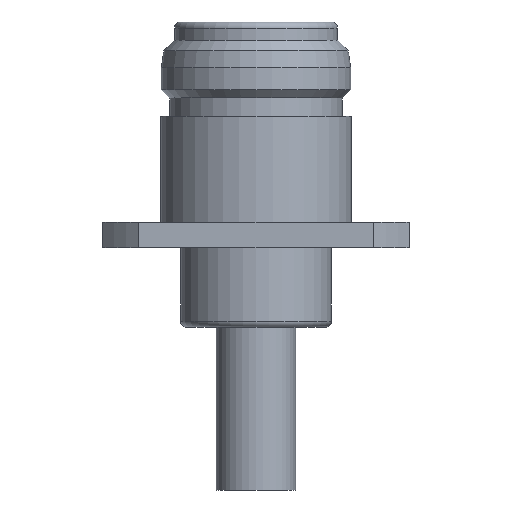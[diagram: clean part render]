
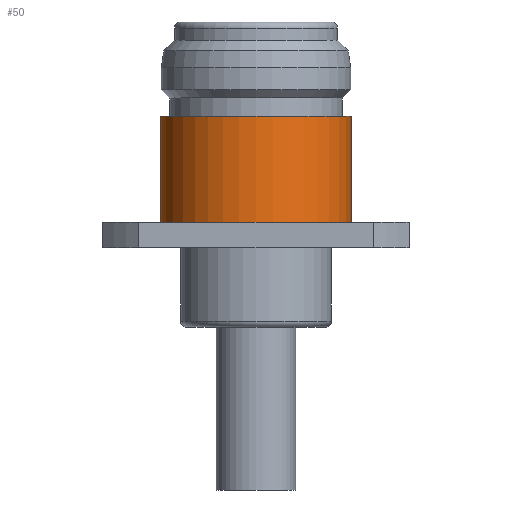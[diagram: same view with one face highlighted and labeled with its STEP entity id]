
A CAD part, front view. The second image highlights one B-rep face of the part: STEP entity #50.
In plain terms, the highlighted cylindrical face has radius 7.925 mm (diameter 15.85 mm), a partial arc.
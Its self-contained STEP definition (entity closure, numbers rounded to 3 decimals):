
#50 = ADVANCED_FACE ( 'NONE', ( #3080 ), #2366, .T. ) ;
#188 = DIRECTION ( 'NONE',  ( 0., 0., 1. ) ) ;
#204 = DIRECTION ( 'NONE',  ( 1., 0., 0. ) ) ;
#205 = VERTEX_POINT ( 'NONE', #1561 ) ;
#325 = EDGE_CURVE ( 'NONE', #1262, #205, #545, .T. ) ;
#354 = AXIS2_PLACEMENT_3D ( 'NONE', #2350, #188, #1158 ) ;
#433 = DIRECTION ( 'NONE',  ( 1., 0., 0. ) ) ;
#545 = CIRCLE ( 'NONE', #354, 7.925 ) ;
#696 = LINE ( 'NONE', #1005, #3865 ) ;
#789 = CARTESIAN_POINT ( 'NONE',  ( -7.925, 0., -7.8 ) ) ;
#853 = LINE ( 'NONE', #2263, #3205 ) ;
#856 = ORIENTED_EDGE ( 'NONE', *, *, #1950, .F. ) ;
#943 = ORIENTED_EDGE ( 'NONE', *, *, #325, .T. ) ;
#1000 = ORIENTED_EDGE ( 'NONE', *, *, #3484, .T. ) ;
#1005 = CARTESIAN_POINT ( 'NONE',  ( -7.925, 0., 3.309 ) ) ;
#1158 = DIRECTION ( 'NONE',  ( 1., 0., 0. ) ) ;
#1237 = CARTESIAN_POINT ( 'NONE',  ( 7.925, 0., -7.8 ) ) ;
#1262 = VERTEX_POINT ( 'NONE', #2538 ) ;
#1328 = CARTESIAN_POINT ( 'NONE',  ( 0., 0., -7.8 ) ) ;
#1353 = AXIS2_PLACEMENT_3D ( 'NONE', #2419, #3095, #204 ) ;
#1401 = DIRECTION ( 'NONE',  ( 0., 0., 1. ) ) ;
#1527 = EDGE_CURVE ( 'NONE', #2743, #2114, #2400, .T. ) ;
#1561 = CARTESIAN_POINT ( 'NONE',  ( 7.925, 0., -16.6 ) ) ;
#1605 = ORIENTED_EDGE ( 'NONE', *, *, #1527, .F. ) ;
#1631 = DIRECTION ( 'NONE',  ( 0., 0., 1. ) ) ;
#1950 = EDGE_CURVE ( 'NONE', #1262, #2743, #696, .T. ) ;
#1990 = DIRECTION ( 'NONE',  ( 0., 0., 1. ) ) ;
#2114 = VERTEX_POINT ( 'NONE', #1237 ) ;
#2263 = CARTESIAN_POINT ( 'NONE',  ( 7.925, 0., 3.309 ) ) ;
#2350 = CARTESIAN_POINT ( 'NONE',  ( 0., 0., -16.6 ) ) ;
#2366 = CYLINDRICAL_SURFACE ( 'NONE', #1353, 7.925 ) ;
#2400 = CIRCLE ( 'NONE', #2594, 7.925 ) ;
#2419 = CARTESIAN_POINT ( 'NONE',  ( 0., 0., 3.309 ) ) ;
#2538 = CARTESIAN_POINT ( 'NONE',  ( -7.925, 0., -16.6 ) ) ;
#2594 = AXIS2_PLACEMENT_3D ( 'NONE', #1328, #1990, #433 ) ;
#2743 = VERTEX_POINT ( 'NONE', #789 ) ;
#3080 = FACE_OUTER_BOUND ( 'NONE', #3428, .T. ) ;
#3095 = DIRECTION ( 'NONE',  ( 0., 0., 1. ) ) ;
#3205 = VECTOR ( 'NONE', #1631, 1000. ) ;
#3428 = EDGE_LOOP ( 'NONE', ( #856, #943, #1000, #1605 ) ) ;
#3484 = EDGE_CURVE ( 'NONE', #205, #2114, #853, .T. ) ;
#3865 = VECTOR ( 'NONE', #1401, 1000. ) ;
